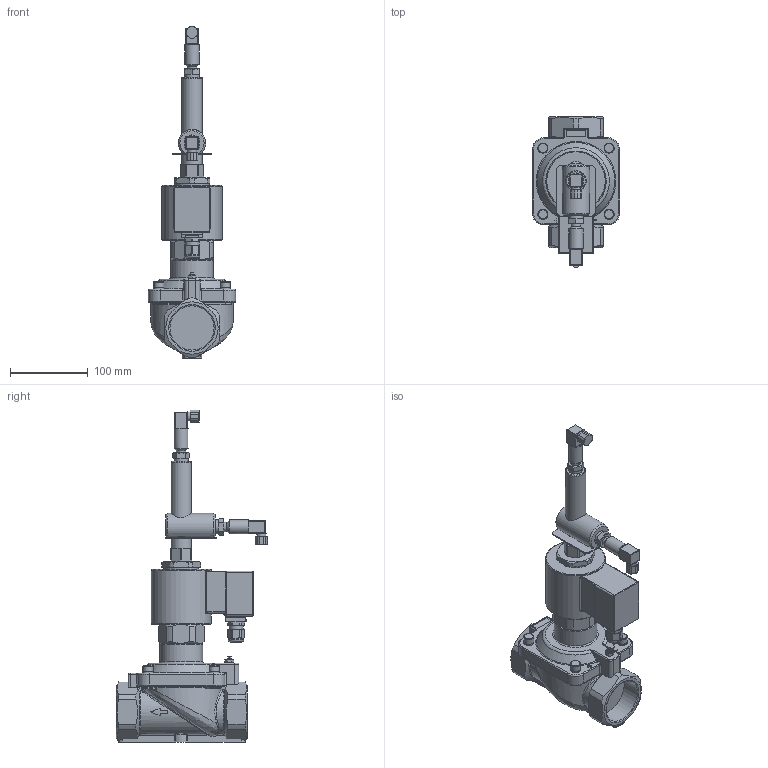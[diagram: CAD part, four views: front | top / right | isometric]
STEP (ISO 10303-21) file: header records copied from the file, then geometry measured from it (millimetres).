
FILE_DESCRIPTION(/* description */ ('3D-Modell'),/* implementation_level */ '2;1');
FILE_NAME(/* name */ '043.004721_B4328-1001-.242-E2.stp',/* time_stamp */ '2021-10-21T07:45:07+02:00',/* author */ ('ASprott'),/* organization */ (''),/* preprocessor_version */ 'ST-DEVELOPER v16.1',/* originating_system */ 'Autodesk Inventor 2016',/* authorisation */ '');
FILE_SCHEMA (('AUTOMOTIVE_DESIGN { 1 0 10303 214 3 1 1 }'));
Length unit declared in the file: millimetre
Products named in the file (1): 88-005342
Bounding box: 112 x 193.89 x 425.69 mm (x, y, z)
Volume: 1695843 mm3; surface area: 165117.9 mm2
Topology: 1 solids, 3 shells, 738 faces, 1824 edges, 1104 vertices
Faces by surface type: plane 271, cylinder 245, cone 82, torus 68, bspline 44, sphere 28
Full cylindrical faces by diameter (mm): 3.242 x2, 4 x2, 4.917 x2, 5 x1, 6 x1, 8 x4, 12 x4, 13 x4, 18 x5, 20 x1, 25.8 x2, 25.9 x1, 44 x1, 55 x1, 56.656 x2, 77 x1
Entity records: 23581 total; most frequent: CARTESIAN_POINT 7140, DIRECTION 3434, ORIENTED_EDGE 3392, EDGE_CURVE 1695, AXIS2_PLACEMENT_3D 1374, VERTEX_POINT 1075, EDGE_LOOP 867, FACE_OUTER_BOUND 738
